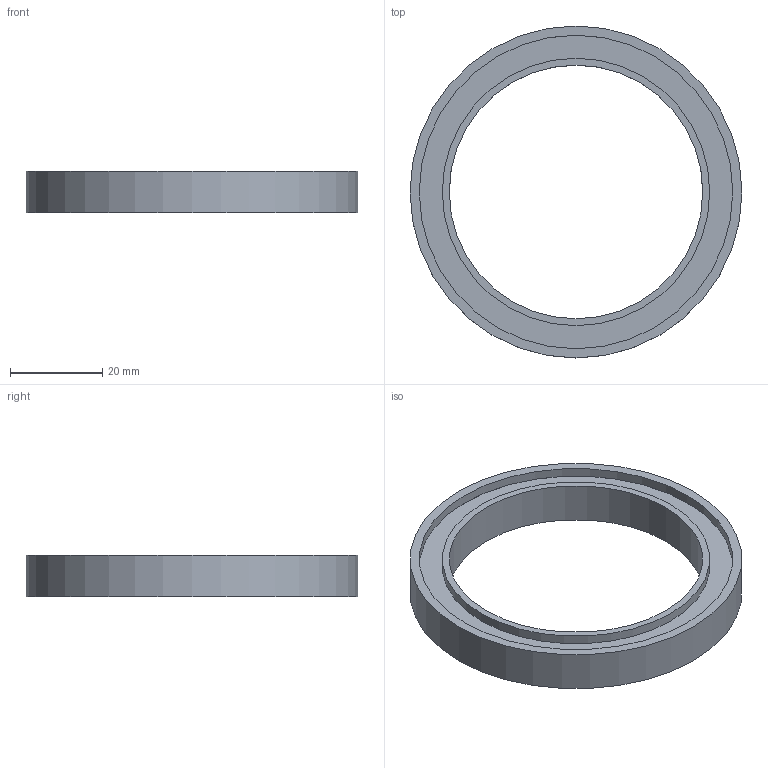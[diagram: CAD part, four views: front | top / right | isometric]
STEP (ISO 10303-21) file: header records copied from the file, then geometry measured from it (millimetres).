
FILE_DESCRIPTION(/* description */ (''),/* implementation_level */ '2;1');
FILE_NAME(/* name */ 'Bearing_72_55_9mm v1.step',/* time_stamp */ '2024-05-28T16:33:05+02:00',/* author */ (''),/* organization */ (''),/* preprocessor_version */ 'ST-DEVELOPER v20',/* originating_system */ 'Autodesk Translation Framework v13.14.0.145',/* authorisation */ '');
FILE_SCHEMA (('AUTOMOTIVE_DESIGN { 1 0 10303 214 3 1 1 }'));
Length unit declared in the file: millimetre
Products named in the file (1): Bearing_72_55_9mm
Bounding box: 72 x 72 x 9 mm (x, y, z)
Volume: 11322.5 mm3; surface area: 12531.9 mm2
Topology: 3 solids, 3 shells, 20 faces, 30 edges, 20 vertices
Faces by surface type: cylinder 10, plane 10
Full cylindrical faces by diameter (mm): 55 x1, 58 x4, 68 x4, 72 x1
Entity records: 511 total; most frequent: DIRECTION 92, CARTESIAN_POINT 71, ORIENTED_EDGE 60, AXIS2_PLACEMENT_3D 41, EDGE_LOOP 30, EDGE_CURVE 30, FACE_OUTER_BOUND 20, CIRCLE 20
